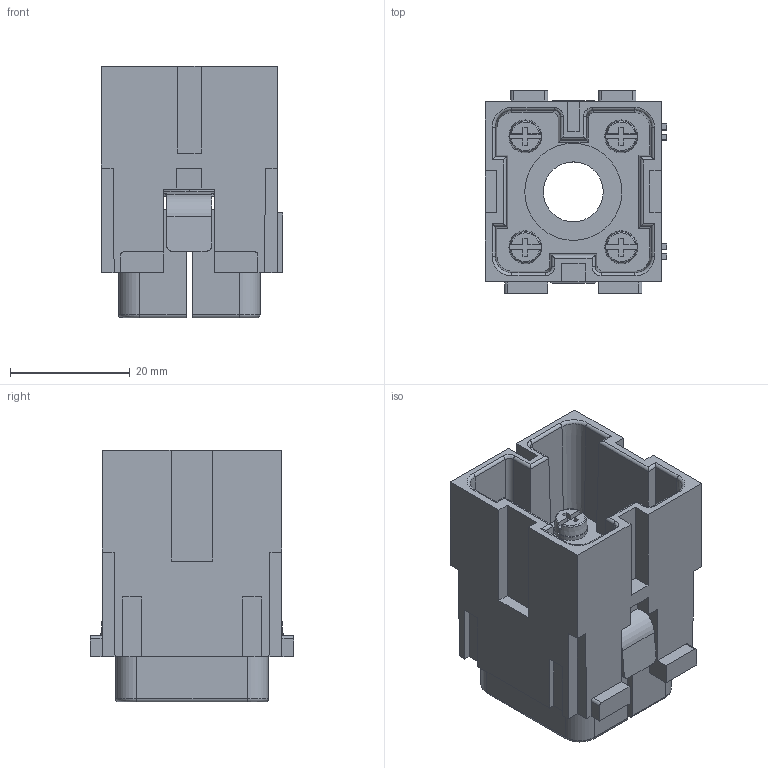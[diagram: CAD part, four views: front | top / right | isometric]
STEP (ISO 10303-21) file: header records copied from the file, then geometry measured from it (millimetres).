
FILE_DESCRIPTION(('CoCreate Modeling STEP Export'),'2;1');
FILE_NAME('CX 01 YPEM.stp','2010-02-10T13:38:54',(''),(''),'CoCreate Modeling STEP processor for AP214 (Solid Model)','CoCreate Modeling 16.00A 16-Aug-2008 (C) Parametric Technology GmbH','');
FILE_SCHEMA(('AUTOMOTIVE_DESIGN { 1 0 10303 214 1 1 1 1 }'));
Length unit declared in the file: millimetre
Products named in the file (2): CX_01_YPEM
Assembly tree (1 placements, depth 2):
  CX_01_YPEM
    CX_01_YPEM
Bounding box: 30.3 x 34 x 42 mm (x, y, z)
Volume: 16434.3 mm3; surface area: 15115.7 mm2
Topology: 1 solids, 5 shells, 587 faces, 1528 edges, 987 vertices
Faces by surface type: plane 331, cylinder 177, cone 36, torus 18, extrusion 13, bspline 12
Entity records: 22622 total; most frequent: CARTESIAN_POINT 5262, ORIENTED_EDGE 3040, DIRECTION 2449, EDGE_CURVE 1520, VECTOR 1001, LINE 988, VERTEX_POINT 987, AXIS2_PLACEMENT_3D 724
